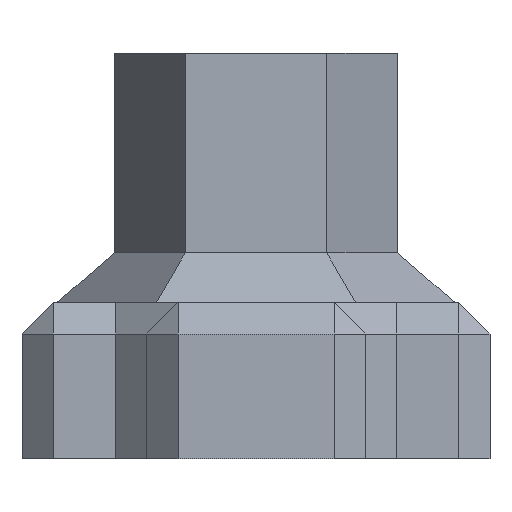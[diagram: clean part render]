
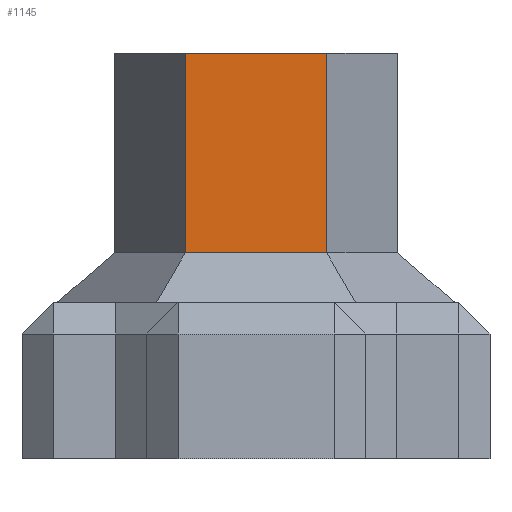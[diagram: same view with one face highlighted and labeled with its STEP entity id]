
A CAD part, front view. The second image highlights one B-rep face of the part: STEP entity #1145.
In plain terms, the highlighted planar face has unit normal (0, -1, 0).
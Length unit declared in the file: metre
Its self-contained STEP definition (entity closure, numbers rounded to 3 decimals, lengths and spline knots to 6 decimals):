
#150=ORIENTED_EDGE('',*,*,#428,.T.);
#151=ORIENTED_EDGE('',*,*,#448,.T.);
#152=ORIENTED_EDGE('',*,*,#414,.F.);
#153=ORIENTED_EDGE('',*,*,#449,.F.);
#414=EDGE_CURVE('',#562,#563,#668,.T.);
#428=EDGE_CURVE('',#573,#572,#682,.T.);
#448=EDGE_CURVE('',#572,#563,#702,.T.);
#449=EDGE_CURVE('',#573,#562,#703,.T.);
#562=VERTEX_POINT('',#1744);
#563=VERTEX_POINT('',#1745);
#572=VERTEX_POINT('',#1771);
#573=VERTEX_POINT('',#1773);
#668=LINE('',#1743,#828);
#682=LINE('',#1772,#842);
#702=LINE('',#1812,#862);
#703=LINE('',#1813,#863);
#828=VECTOR('',#1387,1.);
#842=VECTOR('',#1409,1.);
#862=VECTOR('',#1443,1.);
#863=VECTOR('',#1444,1.);
#932=EDGE_LOOP('',(#150,#151,#152,#153));
#1004=FACE_BOUND('',#932,.T.);
#1075=PLANE('',#1228);
#1145=ADVANCED_FACE('',(#1004),#1075,.F.);
#1228=AXIS2_PLACEMENT_3D('',#1811,#1441,#1442);
#1387=DIRECTION('',(0.,0.,-1.));
#1409=DIRECTION('',(0.,0.,-1.));
#1441=DIRECTION('',(0.,1.,0.));
#1442=DIRECTION('',(-1.,0.,0.));
#1443=DIRECTION('',(1.,0.,0.));
#1444=DIRECTION('',(1.,0.,0.));
#1743=CARTESIAN_POINT('',(0.048845,0.08035,0.065));
#1744=CARTESIAN_POINT('',(0.048845,0.08035,0.065));
#1745=CARTESIAN_POINT('',(0.048845,0.08035,0.033));
#1771=CARTESIAN_POINT('',(0.026155,0.08035,0.033));
#1772=CARTESIAN_POINT('',(0.026155,0.08035,0.065));
#1773=CARTESIAN_POINT('',(0.026155,0.08035,0.065));
#1811=CARTESIAN_POINT('',(0.0375,0.08035,0.065));
#1812=CARTESIAN_POINT('',(0.0375,0.08035,0.033));
#1813=CARTESIAN_POINT('',(0.0375,0.08035,0.065));
